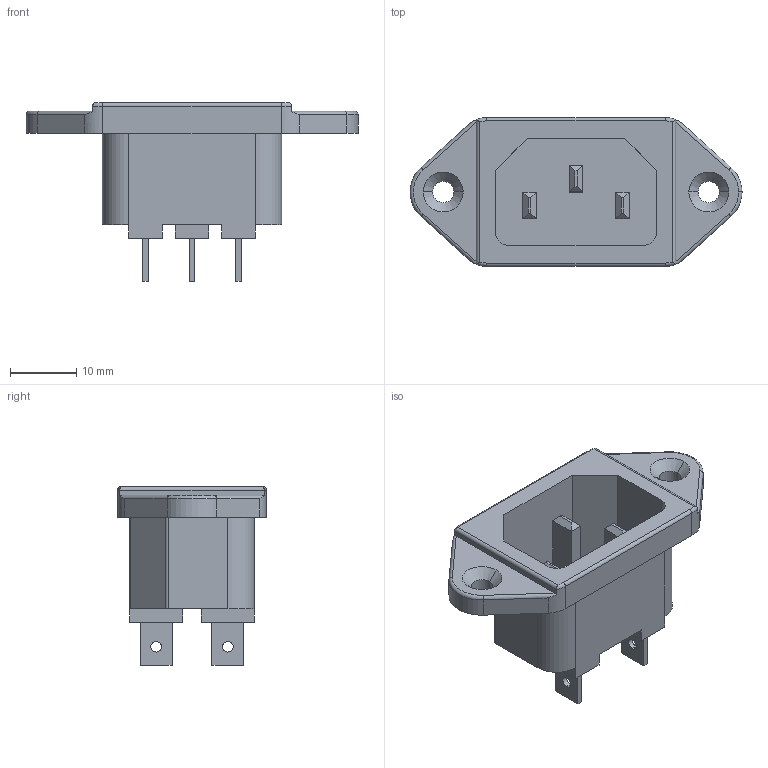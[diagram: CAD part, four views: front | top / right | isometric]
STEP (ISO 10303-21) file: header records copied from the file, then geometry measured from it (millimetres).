
FILE_DESCRIPTION (( 'STEP AP214' ), '1' );
FILE_NAME ('AC Power outlet connector.STEP', '2015-07-06T12:40:52', ( '' ), ( '' ), 'SwSTEP 2.0', 'SolidWorks 2015', '' );
FILE_SCHEMA (( 'AUTOMOTIVE_DESIGN' ));
Length unit declared in the file: millimetre
Products named in the file (1): AC Power outlet connector
Bounding box: 50 x 22.4 x 26.9 mm (x, y, z)
Volume: 4958.3 mm3; surface area: 5618.6 mm2
Topology: 7 solids, 7 shells, 130 faces, 311 edges, 197 vertices
Faces by surface type: plane 86, cylinder 33, torus 7, cone 4
Entity records: 3945 total; most frequent: CARTESIAN_POINT 699, DIRECTION 631, ORIENTED_EDGE 622, EDGE_CURVE 311, VECTOR 229, LINE 229, AXIS2_PLACEMENT_3D 201, VERTEX_POINT 197
